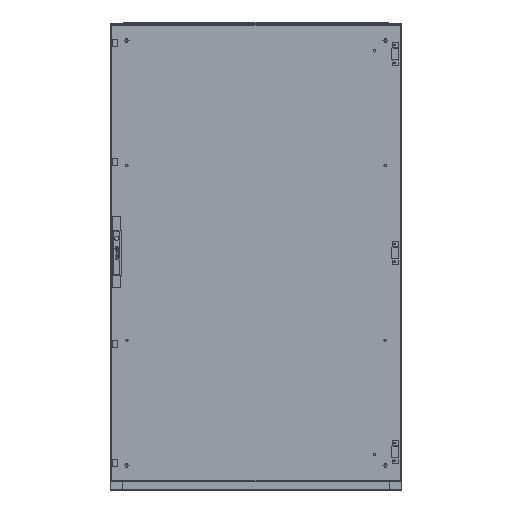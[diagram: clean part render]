
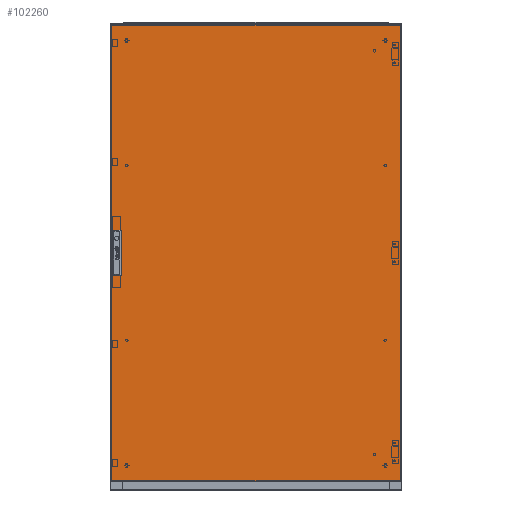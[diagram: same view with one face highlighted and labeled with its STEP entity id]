
A CAD part, top view. The second image highlights one B-rep face of the part: STEP entity #102260.
In plain terms, the highlighted planar face has unit normal (0, 0, 1).
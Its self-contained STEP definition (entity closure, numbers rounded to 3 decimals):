
#666 = LINE ( 'NONE', #22763, #108345 ) ;
#3014 = DIRECTION ( 'NONE',  ( 0., -1., 0. ) ) ;
#8807 = VECTOR ( 'NONE', #105143, 1000. ) ;
#10393 = AXIS2_PLACEMENT_3D ( 'NONE', #83131, #24079, #83485 ) ;
#11413 = ORIENTED_EDGE ( 'NONE', *, *, #25431, .F. ) ;
#11691 = CARTESIAN_POINT ( 'NONE',  ( -493.4, 0., 0. ) ) ;
#12054 = DIRECTION ( 'NONE',  ( 0., -1., 0. ) ) ;
#13435 = VECTOR ( 'NONE', #54379, 1000. ) ;
#14944 = ORIENTED_EDGE ( 'NONE', *, *, #42486, .T. ) ;
#15879 = DIRECTION ( 'NONE',  ( 0., 1., 0. ) ) ;
#22763 = CARTESIAN_POINT ( 'NONE',  ( -463., 0., 0. ) ) ;
#23608 = ORIENTED_EDGE ( 'NONE', *, *, #36764, .T. ) ;
#24079 = DIRECTION ( 'NONE',  ( 0., 0., 1. ) ) ;
#25431 = EDGE_CURVE ( 'NONE', #74269, #91323, #60994, .T. ) ;
#27496 = VERTEX_POINT ( 'NONE', #91291 ) ;
#29305 = CARTESIAN_POINT ( 'NONE',  ( -493.4, -78.5, 0. ) ) ;
#30494 = ORIENTED_EDGE ( 'NONE', *, *, #62246, .T. ) ;
#31421 = LINE ( 'NONE', #79420, #8807 ) ;
#32614 = CARTESIAN_POINT ( 'NONE',  ( 497., -783.5, 0. ) ) ;
#33967 = VERTEX_POINT ( 'NONE', #100834 ) ;
#36764 = EDGE_CURVE ( 'NONE', #74269, #81915, #78493, .T. ) ;
#41257 = LINE ( 'NONE', #66641, #86426 ) ;
#42486 = EDGE_CURVE ( 'NONE', #64735, #107815, #88889, .T. ) ;
#43496 = CARTESIAN_POINT ( 'NONE',  ( -493.4, -78.5, 0. ) ) ;
#43675 = VECTOR ( 'NONE', #46226, 1000. ) ;
#44370 = CARTESIAN_POINT ( 'NONE',  ( -493.4, 78.5, 0. ) ) ;
#46226 = DIRECTION ( 'NONE',  ( 1., 0., 0. ) ) ;
#47834 = EDGE_LOOP ( 'NONE', ( #23608, #85612, #59836, #11413 ) ) ;
#51908 = CARTESIAN_POINT ( 'NONE',  ( -463., 78.5, 0. ) ) ;
#51988 = LINE ( 'NONE', #29305, #94581 ) ;
#52832 = EDGE_LOOP ( 'NONE', ( #83204, #30494, #105052, #14944 ) ) ;
#54379 = DIRECTION ( 'NONE',  ( 1., 0., 0. ) ) ;
#59836 = ORIENTED_EDGE ( 'NONE', *, *, #88373, .F. ) ;
#60994 = LINE ( 'NONE', #11691, #101001 ) ;
#62246 = EDGE_CURVE ( 'NONE', #69397, #27496, #31421, .T. ) ;
#64735 = VERTEX_POINT ( 'NONE', #107457 ) ;
#65528 = LINE ( 'NONE', #104827, #108198 ) ;
#65919 = FACE_OUTER_BOUND ( 'NONE', #52832, .T. ) ;
#66641 = CARTESIAN_POINT ( 'NONE',  ( 497., 783.5, 0. ) ) ;
#68616 = FACE_BOUND ( 'NONE', #47834, .T. ) ;
#69397 = VERTEX_POINT ( 'NONE', #106532 ) ;
#71590 = DIRECTION ( 'NONE',  ( 1., 0., 0. ) ) ;
#74269 = VERTEX_POINT ( 'NONE', #44370 ) ;
#78493 = LINE ( 'NONE', #105408, #13435 ) ;
#79420 = CARTESIAN_POINT ( 'NONE',  ( -497., 783.5, 0. ) ) ;
#81386 = EDGE_CURVE ( 'NONE', #27496, #64735, #65528, .T. ) ;
#81915 = VERTEX_POINT ( 'NONE', #51908 ) ;
#83131 = CARTESIAN_POINT ( 'NONE',  ( 0., 0., 0. ) ) ;
#83204 = ORIENTED_EDGE ( 'NONE', *, *, #88635, .T. ) ;
#83485 = DIRECTION ( 'NONE',  ( 1., 0., 0. ) ) ;
#85612 = ORIENTED_EDGE ( 'NONE', *, *, #95590, .T. ) ;
#86426 = VECTOR ( 'NONE', #15879, 1000. ) ;
#88373 = EDGE_CURVE ( 'NONE', #91323, #33967, #51988, .T. ) ;
#88635 = EDGE_CURVE ( 'NONE', #107815, #69397, #41257, .T. ) ;
#88889 = LINE ( 'NONE', #97186, #43675 ) ;
#91291 = CARTESIAN_POINT ( 'NONE',  ( -497., 783.5, 0. ) ) ;
#91323 = VERTEX_POINT ( 'NONE', #43496 ) ;
#94581 = VECTOR ( 'NONE', #71590, 1000. ) ;
#95590 = EDGE_CURVE ( 'NONE', #81915, #33967, #666, .T. ) ;
#97186 = CARTESIAN_POINT ( 'NONE',  ( -497., -783.5, 0. ) ) ;
#99252 = DIRECTION ( 'NONE',  ( 0., -1., 0. ) ) ;
#100834 = CARTESIAN_POINT ( 'NONE',  ( -463., -78.5, 0. ) ) ;
#101001 = VECTOR ( 'NONE', #12054, 1000. ) ;
#102260 = ADVANCED_FACE ( 'NONE', ( #68616, #65919 ), #108803, .T. ) ;
#104827 = CARTESIAN_POINT ( 'NONE',  ( -497., 783.5, 0. ) ) ;
#105052 = ORIENTED_EDGE ( 'NONE', *, *, #81386, .T. ) ;
#105143 = DIRECTION ( 'NONE',  ( -1., 0., 0. ) ) ;
#105408 = CARTESIAN_POINT ( 'NONE',  ( -493.4, 78.5, 0. ) ) ;
#106532 = CARTESIAN_POINT ( 'NONE',  ( 497., 783.5, 0. ) ) ;
#107457 = CARTESIAN_POINT ( 'NONE',  ( -497., -783.5, 0. ) ) ;
#107815 = VERTEX_POINT ( 'NONE', #32614 ) ;
#108198 = VECTOR ( 'NONE', #3014, 1000. ) ;
#108345 = VECTOR ( 'NONE', #99252, 1000. ) ;
#108803 = PLANE ( 'NONE',  #10393 ) ;
